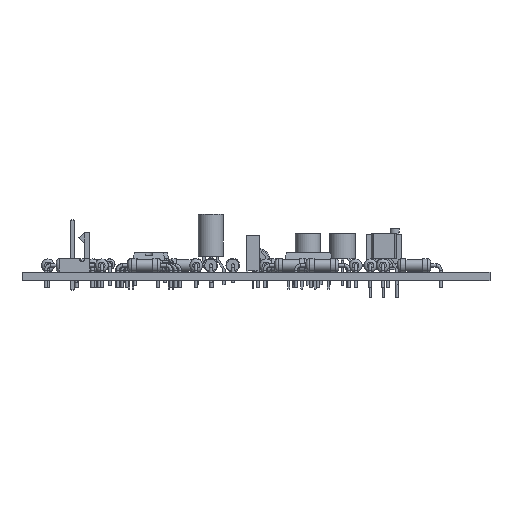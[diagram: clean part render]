
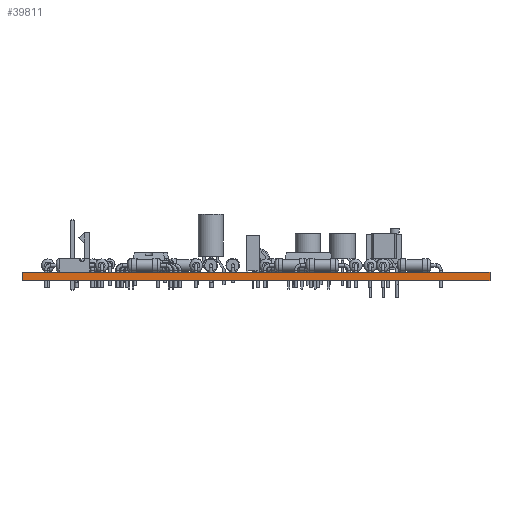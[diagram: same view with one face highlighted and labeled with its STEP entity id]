
A CAD part, left-side view. The second image highlights one B-rep face of the part: STEP entity #39811.
In plain terms, the highlighted planar face has unit normal (-1, 0.001, 0).
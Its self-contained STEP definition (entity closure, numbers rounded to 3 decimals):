
#39630 = PLANE('',#39631);
#39631 = AXIS2_PLACEMENT_3D('',#39632,#39633,#39634);
#39632 = CARTESIAN_POINT('',(40.45,44.704,0.));
#39633 = DIRECTION('',(0.002,-1.,0.));
#39634 = DIRECTION('',(-1.,-0.002,0.));
#39655 = VERTEX_POINT('',#39656);
#39656 = CARTESIAN_POINT('',(-40.323,44.577,1.6));
#39670 = PLANE('',#39671);
#39671 = AXIS2_PLACEMENT_3D('',#39672,#39673,#39674);
#39672 = CARTESIAN_POINT('',(0.032,-0.017,1.6)
  );
#39673 = DIRECTION('',(0.,0.,1.));
#39674 = DIRECTION('',(1.,0.,-0.));
#39682 = EDGE_CURVE('',#39683,#39655,#39685,.T.);
#39683 = VERTEX_POINT('',#39684);
#39684 = CARTESIAN_POINT('',(-40.323,44.577,0.));
#39685 = SURFACE_CURVE('',#39686,(#39690,#39697),.PCURVE_S1.);
#39686 = LINE('',#39687,#39688);
#39687 = CARTESIAN_POINT('',(-40.323,44.577,0.));
#39688 = VECTOR('',#39689,1.);
#39689 = DIRECTION('',(0.,0.,1.));
#39690 = PCURVE('',#39630,#39691);
#39691 = DEFINITIONAL_REPRESENTATION('',(#39692),#39696);
#39692 = LINE('',#39693,#39694);
#39693 = CARTESIAN_POINT('',(80.772,0.));
#39694 = VECTOR('',#39695,1.);
#39695 = DIRECTION('',(0.,-1.));
#39696 = ( GEOMETRIC_REPRESENTATION_CONTEXT(2) 
PARAMETRIC_REPRESENTATION_CONTEXT() REPRESENTATION_CONTEXT('2D SPACE',''
  ) );
#39697 = PCURVE('',#39698,#39703);
#39698 = PLANE('',#39699);
#39699 = AXIS2_PLACEMENT_3D('',#39700,#39701,#39702);
#39700 = CARTESIAN_POINT('',(-40.323,44.577,0.));
#39701 = DIRECTION('',(1.,-0.001,0.));
#39702 = DIRECTION('',(-0.001,-1.,0.));
#39703 = DEFINITIONAL_REPRESENTATION('',(#39704),#39708);
#39704 = LINE('',#39705,#39706);
#39705 = CARTESIAN_POINT('',(0.,0.));
#39706 = VECTOR('',#39707,1.);
#39707 = DIRECTION('',(0.,-1.));
#39708 = ( GEOMETRIC_REPRESENTATION_CONTEXT(2) 
PARAMETRIC_REPRESENTATION_CONTEXT() REPRESENTATION_CONTEXT('2D SPACE',''
  ) );
#39724 = PLANE('',#39725);
#39725 = AXIS2_PLACEMENT_3D('',#39726,#39727,#39728);
#39726 = CARTESIAN_POINT('',(0.032,-0.017,0.)
  );
#39727 = DIRECTION('',(0.,0.,1.));
#39728 = DIRECTION('',(1.,0.,-0.));
#39757 = PLANE('',#39758);
#39758 = AXIS2_PLACEMENT_3D('',#39759,#39760,#39761);
#39759 = CARTESIAN_POINT('',(-40.45,-44.704,0.));
#39760 = DIRECTION('',(-0.002,1.,0.));
#39761 = DIRECTION('',(1.,0.002,0.));
#39811 = ADVANCED_FACE('',(#39812),#39698,.F.);
#39812 = FACE_BOUND('',#39813,.F.);
#39813 = EDGE_LOOP('',(#39814,#39815,#39838,#39861));
#39814 = ORIENTED_EDGE('',*,*,#39682,.T.);
#39815 = ORIENTED_EDGE('',*,*,#39816,.T.);
#39816 = EDGE_CURVE('',#39655,#39817,#39819,.T.);
#39817 = VERTEX_POINT('',#39818);
#39818 = CARTESIAN_POINT('',(-40.45,-44.704,1.6));
#39819 = SURFACE_CURVE('',#39820,(#39824,#39831),.PCURVE_S1.);
#39820 = LINE('',#39821,#39822);
#39821 = CARTESIAN_POINT('',(-40.323,44.577,1.6));
#39822 = VECTOR('',#39823,1.);
#39823 = DIRECTION('',(-0.001,-1.,0.));
#39824 = PCURVE('',#39698,#39825);
#39825 = DEFINITIONAL_REPRESENTATION('',(#39826),#39830);
#39826 = LINE('',#39827,#39828);
#39827 = CARTESIAN_POINT('',(0.,-1.6));
#39828 = VECTOR('',#39829,1.);
#39829 = DIRECTION('',(1.,0.));
#39830 = ( GEOMETRIC_REPRESENTATION_CONTEXT(2) 
PARAMETRIC_REPRESENTATION_CONTEXT() REPRESENTATION_CONTEXT('2D SPACE',''
  ) );
#39831 = PCURVE('',#39670,#39832);
#39832 = DEFINITIONAL_REPRESENTATION('',(#39833),#39837);
#39833 = LINE('',#39834,#39835);
#39834 = CARTESIAN_POINT('',(-40.354,44.594));
#39835 = VECTOR('',#39836,1.);
#39836 = DIRECTION('',(-0.001,-1.));
#39837 = ( GEOMETRIC_REPRESENTATION_CONTEXT(2) 
PARAMETRIC_REPRESENTATION_CONTEXT() REPRESENTATION_CONTEXT('2D SPACE',''
  ) );
#39838 = ORIENTED_EDGE('',*,*,#39839,.F.);
#39839 = EDGE_CURVE('',#39840,#39817,#39842,.T.);
#39840 = VERTEX_POINT('',#39841);
#39841 = CARTESIAN_POINT('',(-40.45,-44.704,0.));
#39842 = SURFACE_CURVE('',#39843,(#39847,#39854),.PCURVE_S1.);
#39843 = LINE('',#39844,#39845);
#39844 = CARTESIAN_POINT('',(-40.45,-44.704,0.));
#39845 = VECTOR('',#39846,1.);
#39846 = DIRECTION('',(0.,0.,1.));
#39847 = PCURVE('',#39698,#39848);
#39848 = DEFINITIONAL_REPRESENTATION('',(#39849),#39853);
#39849 = LINE('',#39850,#39851);
#39850 = CARTESIAN_POINT('',(89.281,0.));
#39851 = VECTOR('',#39852,1.);
#39852 = DIRECTION('',(0.,-1.));
#39853 = ( GEOMETRIC_REPRESENTATION_CONTEXT(2) 
PARAMETRIC_REPRESENTATION_CONTEXT() REPRESENTATION_CONTEXT('2D SPACE',''
  ) );
#39854 = PCURVE('',#39757,#39855);
#39855 = DEFINITIONAL_REPRESENTATION('',(#39856),#39860);
#39856 = LINE('',#39857,#39858);
#39857 = CARTESIAN_POINT('',(0.,0.));
#39858 = VECTOR('',#39859,1.);
#39859 = DIRECTION('',(0.,-1.));
#39860 = ( GEOMETRIC_REPRESENTATION_CONTEXT(2) 
PARAMETRIC_REPRESENTATION_CONTEXT() REPRESENTATION_CONTEXT('2D SPACE',''
  ) );
#39861 = ORIENTED_EDGE('',*,*,#39862,.F.);
#39862 = EDGE_CURVE('',#39683,#39840,#39863,.T.);
#39863 = SURFACE_CURVE('',#39864,(#39868,#39875),.PCURVE_S1.);
#39864 = LINE('',#39865,#39866);
#39865 = CARTESIAN_POINT('',(-40.323,44.577,0.));
#39866 = VECTOR('',#39867,1.);
#39867 = DIRECTION('',(-0.001,-1.,0.));
#39868 = PCURVE('',#39698,#39869);
#39869 = DEFINITIONAL_REPRESENTATION('',(#39870),#39874);
#39870 = LINE('',#39871,#39872);
#39871 = CARTESIAN_POINT('',(0.,0.));
#39872 = VECTOR('',#39873,1.);
#39873 = DIRECTION('',(1.,0.));
#39874 = ( GEOMETRIC_REPRESENTATION_CONTEXT(2) 
PARAMETRIC_REPRESENTATION_CONTEXT() REPRESENTATION_CONTEXT('2D SPACE',''
  ) );
#39875 = PCURVE('',#39724,#39876);
#39876 = DEFINITIONAL_REPRESENTATION('',(#39877),#39881);
#39877 = LINE('',#39878,#39879);
#39878 = CARTESIAN_POINT('',(-40.354,44.594));
#39879 = VECTOR('',#39880,1.);
#39880 = DIRECTION('',(-0.001,-1.));
#39881 = ( GEOMETRIC_REPRESENTATION_CONTEXT(2) 
PARAMETRIC_REPRESENTATION_CONTEXT() REPRESENTATION_CONTEXT('2D SPACE',''
  ) );
